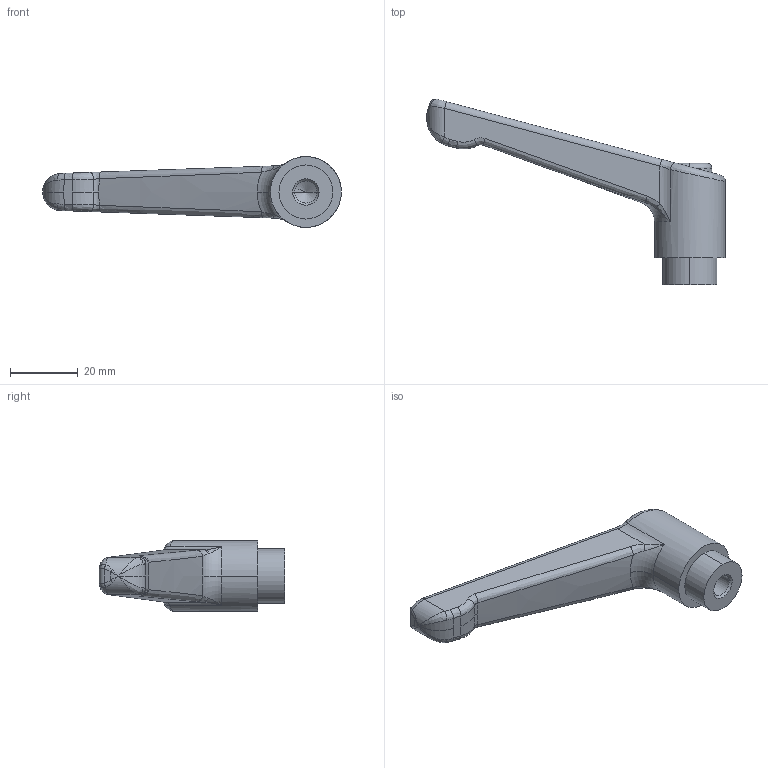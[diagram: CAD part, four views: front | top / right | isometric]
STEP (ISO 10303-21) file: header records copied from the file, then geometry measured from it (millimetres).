
FILE_DESCRIPTION(/* description */ (''),/* implementation_level */ '2;1');
FILE_NAME(/* name */ '14103_KriTec_Klemmhebel verstellbar mit Innengewinde_M10.stp',/* time_stamp */ '2014-04-07T12:31:03+02:00',/* author */ ('kostic'),/* organization */ ('TraceParts S.A.'),/* preprocessor_version */ 'ST-DEVELOPER v15.2',/* originating_system */ 'Autodesk Inventor 2014',/* authorisation */ '');
FILE_SCHEMA (('AUTOMOTIVE_DESIGN { 1 0 10303 214 3 1 1 }'));
Length unit declared in the file: millimetre
Products named in the file (3): gn_300-78-m8-sw_02; gn_300-78-m8-sw_01; 14103_KriTec_Klemmhebel verstellbar mit Innengewinde M10
Bounding box: 88.5 x 55 x 21 mm (x, y, z)
Volume: 20682.6 mm3; surface area: 9152.3 mm2
Topology: 2 solids, 2 shells, 90 faces, 203 edges, 114 vertices
Faces by surface type: cylinder 27, bspline 26, plane 19, torus 10, cone 6, sphere 2
Entity records: 3213 total; most frequent: CARTESIAN_POINT 1362, ORIENTED_EDGE 386, DIRECTION 362, EDGE_CURVE 193, AXIS2_PLACEMENT_3D 154, VERTEX_POINT 114, EDGE_LOOP 99, FACE_OUTER_BOUND 90
